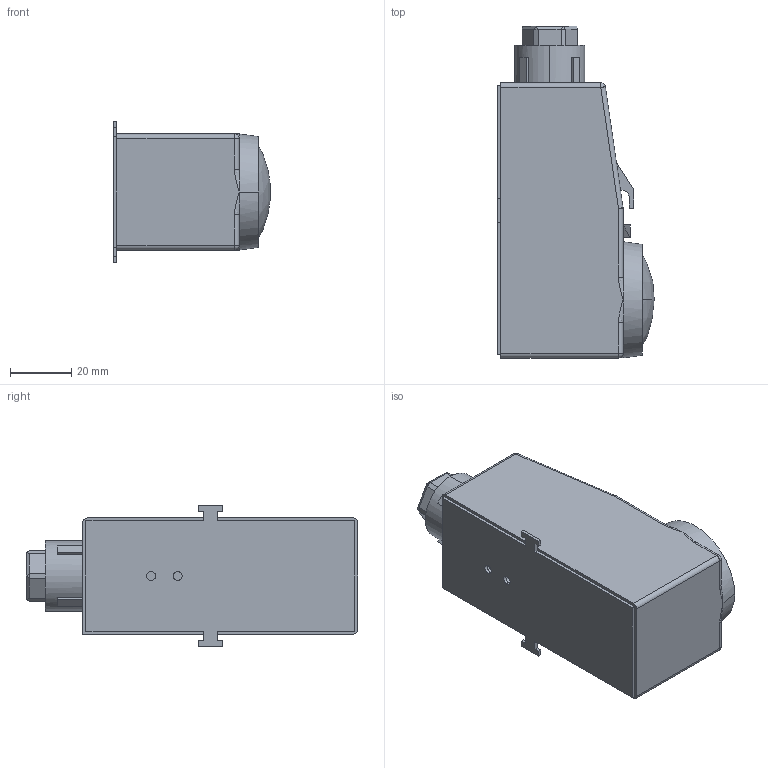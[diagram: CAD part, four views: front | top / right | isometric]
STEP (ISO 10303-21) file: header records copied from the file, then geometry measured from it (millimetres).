
FILE_DESCRIPTION (( 'STEP AP203' ), '1' );
FILE_NAME ('Prilozny termostat THP-90.STEP', '2013-02-20T11:23:35', ( 'Uzivatel' ), ( 'HP' ), 'SwSTEP 2.0', 'SolidWorks 2012', '' );
FILE_SCHEMA (( 'CONFIG_CONTROL_DESIGN' ));
Length unit declared in the file: millimetre
Products named in the file (1): Prilozny termostat THP-90
Bounding box: 51.2 x 108.6 x 46 mm (x, y, z)
Volume: 149742 mm3; surface area: 26098.7 mm2
Topology: 3 solids, 3 shells, 133 faces, 328 edges, 198 vertices
Faces by surface type: plane 90, cylinder 28, sphere 7, bspline 6, cone 2
Entity records: 4109 total; most frequent: CARTESIAN_POINT 927, DIRECTION 644, ORIENTED_EDGE 638, EDGE_CURVE 319, LINE 230, VECTOR 230, AXIS2_PLACEMENT_3D 207, VERTEX_POINT 198
